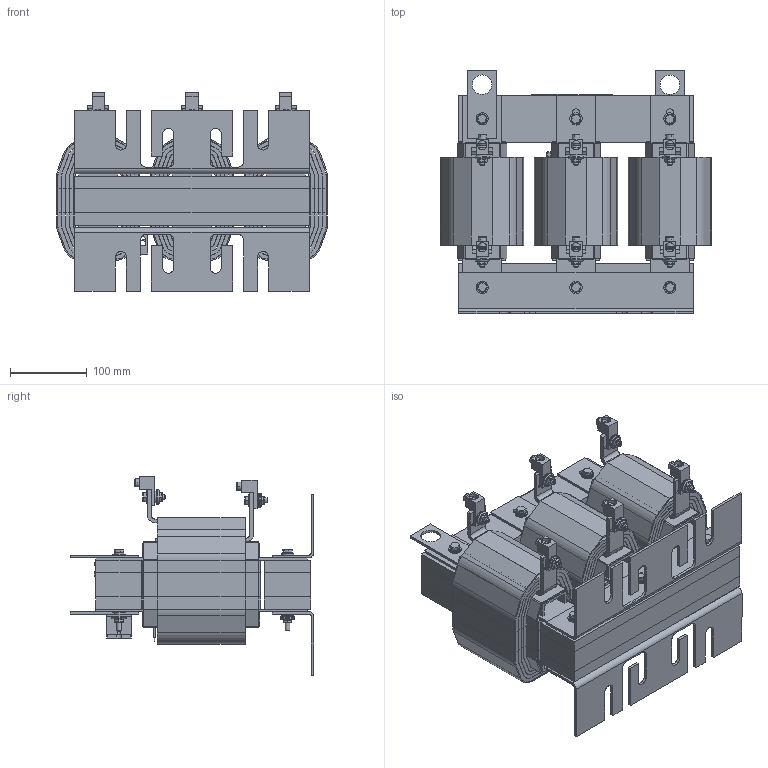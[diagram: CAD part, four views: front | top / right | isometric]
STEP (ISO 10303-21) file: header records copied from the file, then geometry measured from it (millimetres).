
FILE_DESCRIPTION(/* description */ (''),/* implementation_level */ '2;1');
FILE_NAME(/* name */ 'KLRUL130CPTMG.stp',/* time_stamp */ '2020-03-27T13:22:42-05:00',/* author */ ('jnelson'),/* organization */ (''),/* preprocessor_version */ 'ST-DEVELOPER v17',/* originating_system */ 'Autodesk Inventor 2019',/* authorisation */ '');
FILE_SCHEMA (('AUTOMOTIVE_DESIGN { 1 0 10303 214 3 1 1 }'));
Products named in the file (114): KLRUL130APTMG; KTRMG130A; KTRMG130A FRONT; 21513-3.75; 24157; 21512; 21512_1; 15112; 15112_1; 15112_2; 15112_3; 15112_4; 21085-REV-E; 21621-REV-A; 24157-COIL; 24157_1; 21512_2; 21512_3; 15112_5; 15112_6; 15112_7; 15112_8; 15112_9; 21085-REV-E_1; 21621-REV-A_1; 24157-COIL_1; 24157_2; 21512_4; 21512_5; 15112_10; 15112_11; 15112_12; 15112_13; 15112_14; 21085-REV-E_2; 21621-REV-A_2; 24157-COIL_2; 24263-REV-NR; 21513-3.75_1; 1505 ...
Assembly tree (163 placements, depth 5):
  KLRUL130APTMG
    KTRMG130A
      KTRMG130A FRONT
        21513-3.75
        24157
          21512
          21512_1
          15112
          15112_1
          15112_2
          15112_3
          15112_4
          21085-REV-E_6
          21085-REV-E
          21621-REV-A
          21621-REV-A_5
          24157-COIL
        24157_1
          21512_2
          21512_3
          15112_5
          15112_6
          15112_7
          15112_8
          15112_9
          21085-REV-E_6
          21085-REV-E_1
          21621-REV-A_1
          21621-REV-A_5
          24157-COIL_1
        24157_2
          21512_4
          21512_5
          15112_10
          15112_11
          15112_12
          15112_13
          15112_14
          21085-REV-E_6
          21085-REV-E_2
          21621-REV-A_2
          21621-REV-A_5
          24157-COIL_2
        24263-REV-NR
        24263-REV-NR_1
        21513-3.75_1
        1505
        1505_1
        1505_2
        1505_3
        1505_4
        1505_5
      KTRMG130A BACK
        21513-3.75_2
        24157_3
          21512_6
          21512_7
          15112_15
          15112_16
          15112_17
Bounding box: 351.94 x 316.74 x 257.66 mm (x, y, z)
Volume: 10709756.6 mm3; surface area: 3387601.4 mm2
Topology: 174 solids, 174 shells, 3089 faces, 7627 edges, 4984 vertices
Faces by surface type: plane 1935, cylinder 936, bspline 166, torus 30, cone 18, sphere 4
Full cylindrical faces by diameter (mm): 0.762 x2, 1.524 x2, 3.505 x12, 4.166 x2, 4.496 x6, 4.724 x2, 5.867 x6, 6.147 x12, 6.35 x24, 6.747 x6, 7.01 x6, 7.112 x6, 7.137 x24, 7.62 x12, 8.128 x4, 8.636 x6, 9.652 x2, 10.312 x12, 10.317 x6, 12.095 x6, 12.7 x12, 15.875 x24, 18.491 x12, 25.4 x2
Entity records: 70500 total; most frequent: CARTESIAN_POINT 14217, ORIENTED_EDGE 10940, DIRECTION 10639, EDGE_CURVE 5470, LINE 4101, VECTOR 4101, VERTEX_POINT 3623, AXIS2_PLACEMENT_3D 3269
